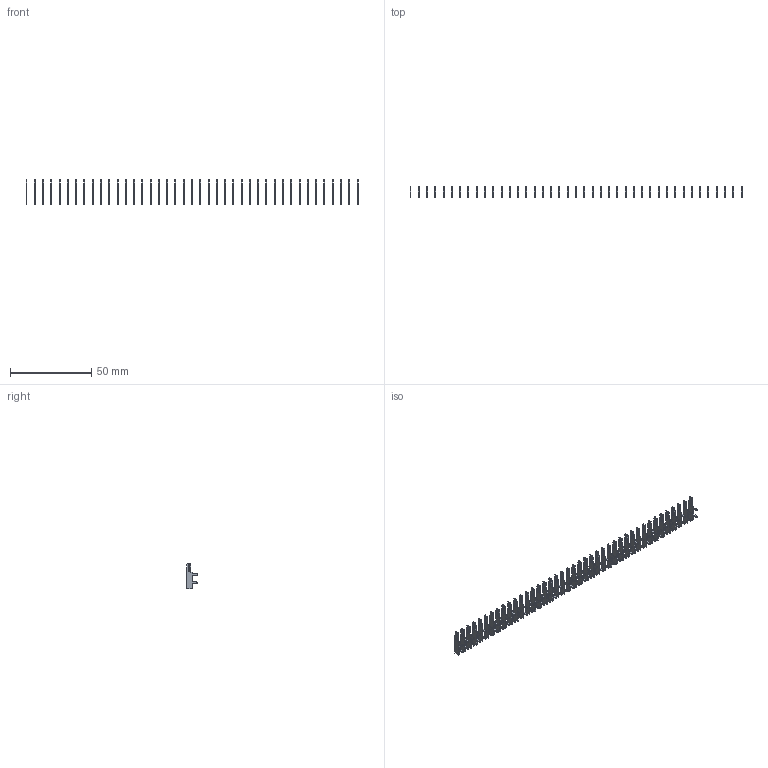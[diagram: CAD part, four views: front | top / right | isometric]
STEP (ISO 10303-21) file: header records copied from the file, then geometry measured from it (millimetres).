
FILE_DESCRIPTION (( 'STEP AP203' ), '1' );
FILE_NAME ('105-041-202-200.STEP', '2020-04-07T23:58:42', ( '' ), ( '' ), 'SwSTEP 2.0', 'SolidWorks 2016', '' );
FILE_SCHEMA (( 'CONFIG_CONTROL_DESIGN' ));
Length unit declared in the file: inch
Products named in the file (2): 105-041-202-200; 100-290-001_100-290-202
Assembly tree (41 placements, depth 2):
  105-041-202-200
    100-290-001_100-290-202  x41
Bounding box: 203.8 x 6.53 x 15.88 mm (x, y, z)
Volume: 1302.6 mm3; surface area: 5793.3 mm2
Topology: 41 solids, 41 shells, 1230 faces, 3444 edges, 2296 vertices
Faces by surface type: plane 943, cylinder 287
Entity records: 2442 total; most frequent: DIRECTION 242, CARTESIAN_POINT 226, ORIENTED_EDGE 168, LOCAL_TIME 92, CALENDAR_DATE 92, COORDINATED_UNIVERSAL_TIME_OFFSET 92, DATE_AND_TIME 92, AXIS2_PLACEMENT_3D 88
